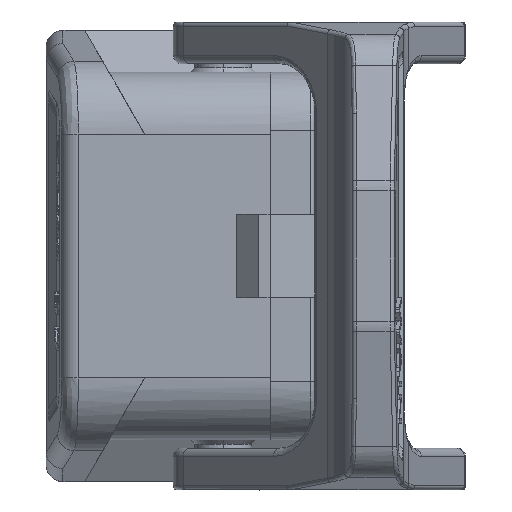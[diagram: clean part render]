
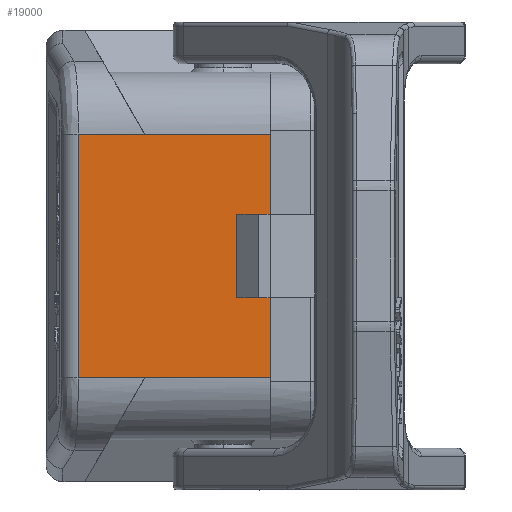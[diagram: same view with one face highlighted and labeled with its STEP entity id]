
A CAD part, left-side view. The second image highlights one B-rep face of the part: STEP entity #19000.
In plain terms, the highlighted planar face has unit normal (-1, 0.011, 0).
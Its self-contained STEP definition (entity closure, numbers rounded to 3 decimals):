
#5150=CARTESIAN_POINT('',(-36.91,9.17,-14.5));
#5151=CARTESIAN_POINT('',(-36.91,9.178,
-14.514));
#5152=CARTESIAN_POINT('',(-36.91,9.194,
-14.541));
#5153=CARTESIAN_POINT('',(-36.909,9.209,
-14.568));
#5154=CARTESIAN_POINT('',(-36.909,9.217,
-14.582));
#5156=DIRECTION('',(0.01,1.,0.));
#5157=VECTOR('',#5156,14.971);
#5158=CARTESIAN_POINT('',(-37.066,-5.8,-14.5));
#5159=LINE('',#5158,#5157);
#5160=CARTESIAN_POINT('',(-37.066,-5.8,-14.5));
#5165=DIRECTION('',(0.,0.,-1.));
#5166=VECTOR('',#5165,9.5);
#5167=CARTESIAN_POINT('',(-37.066,-5.8,-5.));
#5168=LINE('',#5167,#5166);
#5173=DIRECTION('',(0.,0.,-1.));
#5174=VECTOR('',#5173,9.5);
#5175=CARTESIAN_POINT('',(-37.066,-5.8,14.5));
#5176=LINE('',#5175,#5174);
#5180=CARTESIAN_POINT('',(-37.066,-5.8,14.5));
#5200=DIRECTION('',(-0.01,-1.,0.));
#5201=VECTOR('',#5200,4.);
#5202=CARTESIAN_POINT('',(-37.025,-1.8,-5.));
#5203=LINE('',#5202,#5201);
#5224=DIRECTION('',(0.,0.,-1.));
#5225=VECTOR('',#5224,10.);
#5226=CARTESIAN_POINT('',(-37.025,-1.8,5.));
#5227=LINE('',#5226,#5225);
#5232=DIRECTION('',(0.01,1.,0.));
#5233=VECTOR('',#5232,4.);
#5234=CARTESIAN_POINT('',(-37.066,-5.8,5.));
#5235=LINE('',#5234,#5233);
#5268=DIRECTION('',(0.01,1.,-0.002));
#5269=VECTOR('',#5268,7.95);
#5270=CARTESIAN_POINT('',(-36.909,9.217,
-14.582));
#5271=LINE('',#5270,#5269);
#5339=DIRECTION('',(0.,0.,1.));
#5340=VECTOR('',#5339,29.189);
#5341=CARTESIAN_POINT('',(-36.826,17.166,
-14.595));
#5342=LINE('',#5341,#5340);
#5416=DIRECTION('',(-0.01,-1.,-0.002));
#5417=VECTOR('',#5416,7.95);
#5418=CARTESIAN_POINT('',(-36.826,17.166,14.595));
#5419=LINE('',#5418,#5417);
#5441=DIRECTION('',(-0.01,-1.,0.));
#5442=VECTOR('',#5441,14.971);
#5443=CARTESIAN_POINT('',(-36.91,9.17,14.5));
#5444=LINE('',#5443,#5442);
#5445=CARTESIAN_POINT('',(-36.909,9.217,14.582));
#5446=CARTESIAN_POINT('',(-36.909,9.209,14.568));
#5447=CARTESIAN_POINT('',(-36.91,9.194,14.541));
#5448=CARTESIAN_POINT('',(-36.91,9.178,14.514));
#5449=CARTESIAN_POINT('',(-36.91,9.17,14.5));
#9028=VERTEX_POINT('',#5160);
#9036=VERTEX_POINT('',#5180);
#9037=CARTESIAN_POINT('',(-37.066,-5.8,5.));
#9038=VERTEX_POINT('',#9037);
#9043=CARTESIAN_POINT('',(-37.066,-5.8,-5.));
#9044=VERTEX_POINT('',#9043);
#9051=CARTESIAN_POINT('',(-37.025,-1.8,-5.));
#9052=VERTEX_POINT('',#9051);
#9055=CARTESIAN_POINT('',(-37.025,-1.8,5.));
#9057=VERTEX_POINT('',#9055);
#9352=CARTESIAN_POINT('',(-36.91,9.17,14.5));
#9353=VERTEX_POINT('',#9352);
#9354=CARTESIAN_POINT('',(-36.826,17.166,14.595));
#9355=CARTESIAN_POINT('',(-36.909,9.217,14.582));
#9356=VERTEX_POINT('',#9354);
#9357=VERTEX_POINT('',#9355);
#9358=CARTESIAN_POINT('',(-36.826,17.166,
-14.595));
#9359=VERTEX_POINT('',#9358);
#9360=CARTESIAN_POINT('',(-36.909,9.217,
-14.582));
#9361=VERTEX_POINT('',#9360);
#9362=CARTESIAN_POINT('',(-36.91,9.17,-14.5));
#9363=VERTEX_POINT('',#9362);
#18973=CARTESIAN_POINT('',(-37.1,-8.999,0.));
#18974=DIRECTION('',(-1.,0.01,0.));
#18975=DIRECTION('',(-0.01,-1.,0.));
#18976=AXIS2_PLACEMENT_3D('',#18973,#18974,#18975);
#18977=PLANE('',#18976);
#18979=ORIENTED_EDGE('',*,*,#18978,.T.);
#18980=ORIENTED_EDGE('',*,*,#18952,.T.);
#18981=ORIENTED_EDGE('',*,*,#18941,.T.);
#18982=ORIENTED_EDGE('',*,*,#18939,.T.);
#18984=ORIENTED_EDGE('',*,*,#18983,.T.);
#18986=ORIENTED_EDGE('',*,*,#18985,.T.);
#18988=ORIENTED_EDGE('',*,*,#18987,.T.);
#18990=ORIENTED_EDGE('',*,*,#18989,.T.);
#18992=ORIENTED_EDGE('',*,*,#18991,.T.);
#18993=ORIENTED_EDGE('',*,*,#18960,.T.);
#18995=ORIENTED_EDGE('',*,*,#18994,.T.);
#18997=ORIENTED_EDGE('',*,*,#18996,.T.);
#18998=EDGE_LOOP('',(#18979,#18980,#18981,#18982,#18984,#18986,#18988,#18990,
#18992,#18993,#18995,#18997));
#18999=FACE_OUTER_BOUND('',#18998,.F.);
#19000=ADVANCED_FACE('',(#18999),#18977,.T.);
#5155=B_SPLINE_CURVE_WITH_KNOTS('',3,(#5150,#5151,#5152,#5153,#5154),
.UNSPECIFIED.,.F.,.F.,(4,1,4),(0.,0.5,1.),.UNSPECIFIED.);
#5450=B_SPLINE_CURVE_WITH_KNOTS('',3,(#5445,#5446,#5447,#5448,#5449),
.UNSPECIFIED.,.F.,.F.,(4,1,4),(0.,0.5,1.),.UNSPECIFIED.);
#18939=EDGE_CURVE('',#9363,#9361,#5155,.T.);
#18941=EDGE_CURVE('',#9028,#9363,#5159,.T.);
#18952=EDGE_CURVE('',#9044,#9028,#5168,.T.);
#18960=EDGE_CURVE('',#9036,#9038,#5176,.T.);
#18978=EDGE_CURVE('',#9052,#9044,#5203,.T.);
#18983=EDGE_CURVE('',#9361,#9359,#5271,.T.);
#18985=EDGE_CURVE('',#9359,#9356,#5342,.T.);
#18987=EDGE_CURVE('',#9356,#9357,#5419,.T.);
#18989=EDGE_CURVE('',#9357,#9353,#5450,.T.);
#18991=EDGE_CURVE('',#9353,#9036,#5444,.T.);
#18994=EDGE_CURVE('',#9038,#9057,#5235,.T.);
#18996=EDGE_CURVE('',#9057,#9052,#5227,.T.);
